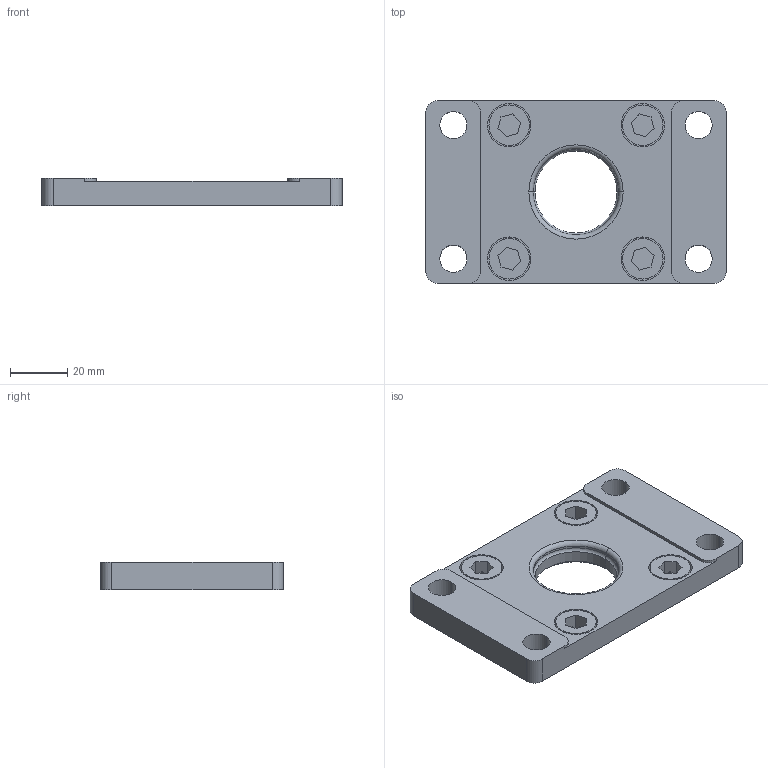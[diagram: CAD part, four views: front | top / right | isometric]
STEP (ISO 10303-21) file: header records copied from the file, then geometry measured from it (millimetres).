
FILE_DESCRIPTION (( 'STEP AP214' ), '1' );
FILE_NAME ('NCA1-F200.step.step', '2022-11-21T20:21:11', ( '' ), ( '' ), 'SwSTEP 2.0', 'SolidWorks 2022', '' );
FILE_SCHEMA (( 'AUTOMOTIVE_DESIGN' ));
Length unit declared in the file: millimetre
Products named in the file (2): NCA1-F200.step; NCA1-F200.step_NCA1-F_200
Assembly tree (1 placements, depth 2):
  NCA1-F200.step
    NCA1-F200.step_NCA1-F_200
Bounding box: 105 x 64 x 9.6 mm (x, y, z)
Volume: 49424.2 mm3; surface area: 18889.8 mm2
Topology: 1 solids, 1 shells, 148 faces, 382 edges, 252 vertices
Faces by surface type: plane 74, cylinder 68, torus 4, cone 2
Entity records: 4632 total; most frequent: DIRECTION 830, CARTESIAN_POINT 786, ORIENTED_EDGE 764, EDGE_CURVE 382, AXIS2_PLACEMENT_3D 296, VERTEX_POINT 252, VECTOR 238, LINE 238
